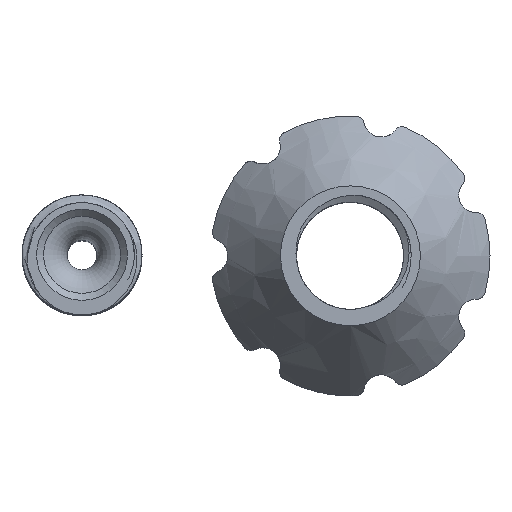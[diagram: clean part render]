
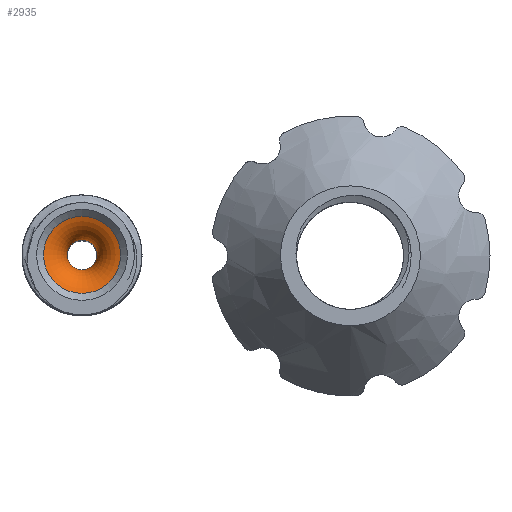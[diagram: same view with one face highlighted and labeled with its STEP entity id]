
A CAD part, top view. The second image highlights one B-rep face of the part: STEP entity #2935.
In plain terms, the highlighted toroidal (fillet/blend) face has major radius 13.75 mm and minor radius 9.5 mm.
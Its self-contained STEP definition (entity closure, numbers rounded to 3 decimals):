
#35=TOROIDAL_SURFACE('',#3134,13.75,9.5);
#156=FACE_OUTER_BOUND('',#332,.T.);
#332=EDGE_LOOP('',(#2320,#2321,#2322,#2323,#2324,#2325));
#430=CIRCLE('',#3135,4.25);
#431=CIRCLE('',#3136,4.25);
#432=CIRCLE('',#3137,9.5);
#433=CIRCLE('',#3138,11.);
#434=CIRCLE('',#3139,11.);
#1200=VERTEX_POINT('',#15578);
#1201=VERTEX_POINT('',#15579);
#1202=VERTEX_POINT('',#15582);
#1203=VERTEX_POINT('',#15584);
#1588=EDGE_CURVE('',#1200,#1201,#430,.T.);
#1589=EDGE_CURVE('',#1201,#1200,#431,.T.);
#1590=EDGE_CURVE('',#1200,#1202,#432,.T.);
#1591=EDGE_CURVE('',#1202,#1203,#433,.T.);
#1592=EDGE_CURVE('',#1203,#1202,#434,.T.);
#2320=ORIENTED_EDGE('',*,*,#1588,.T.);
#2321=ORIENTED_EDGE('',*,*,#1589,.T.);
#2322=ORIENTED_EDGE('',*,*,#1590,.T.);
#2323=ORIENTED_EDGE('',*,*,#1591,.T.);
#2324=ORIENTED_EDGE('',*,*,#1592,.T.);
#2325=ORIENTED_EDGE('',*,*,#1590,.F.);
#2935=ADVANCED_FACE('',(#156),#35,.T.);
#3134=AXIS2_PLACEMENT_3D('',#15577,#3597,#3598);
#3135=AXIS2_PLACEMENT_3D('',#15580,#3599,#3600);
#3136=AXIS2_PLACEMENT_3D('',#15581,#3601,#3602);
#3137=AXIS2_PLACEMENT_3D('',#15583,#3603,#3604);
#3138=AXIS2_PLACEMENT_3D('',#15585,#3605,#3606);
#3139=AXIS2_PLACEMENT_3D('',#15586,#3607,#3608);
#3597=DIRECTION('center_axis',(0.,0.,1.));
#3598=DIRECTION('ref_axis',(-1.,0.,0.));
#3599=DIRECTION('center_axis',(0.,0.,-1.));
#3600=DIRECTION('ref_axis',(-1.,0.,0.));
#3601=DIRECTION('center_axis',(0.,0.,-1.));
#3602=DIRECTION('ref_axis',(-1.,0.,0.));
#3603=DIRECTION('center_axis',(0.,1.,0.));
#3604=DIRECTION('ref_axis',(1.,0.,0.));
#3605=DIRECTION('center_axis',(0.,0.,1.));
#3606=DIRECTION('ref_axis',(1.,0.,0.));
#3607=DIRECTION('center_axis',(0.,0.,1.));
#3608=DIRECTION('ref_axis',(1.,0.,0.));
#15577=CARTESIAN_POINT('Origin',(0.,0.,162.907));
#15578=CARTESIAN_POINT('',(4.25,0.,162.907));
#15579=CARTESIAN_POINT('',(-4.25,0.,162.907));
#15580=CARTESIAN_POINT('Origin',(0.,0.,162.907));
#15581=CARTESIAN_POINT('Origin',(0.,0.,162.907));
#15582=CARTESIAN_POINT('',(11.,0.,172.));
#15583=CARTESIAN_POINT('Origin',(13.75,0.,162.907));
#15584=CARTESIAN_POINT('',(-11.,0.,172.));
#15585=CARTESIAN_POINT('Origin',(0.,0.,172.));
#15586=CARTESIAN_POINT('Origin',(0.,0.,172.));
